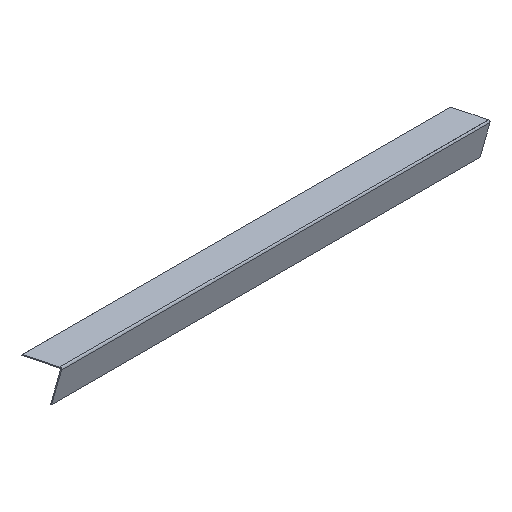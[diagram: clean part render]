
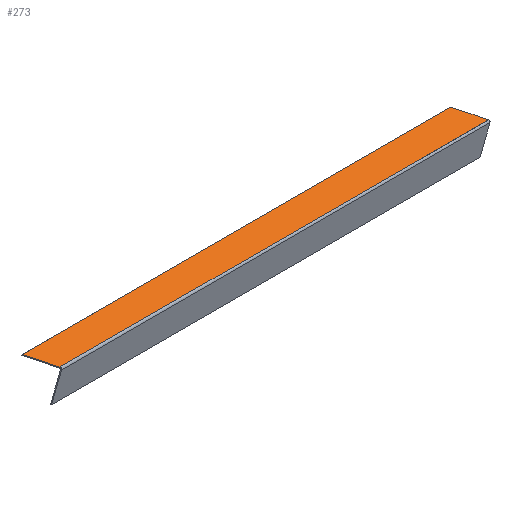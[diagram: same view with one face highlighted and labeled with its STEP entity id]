
A CAD part, isometric view. The second image highlights one B-rep face of the part: STEP entity #273.
In plain terms, the highlighted planar face has unit normal (0, -0.205, 0.979).
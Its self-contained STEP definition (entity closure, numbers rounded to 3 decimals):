
#11 = VERTEX_POINT ( 'NONE', #305 ) ;
#13 = EDGE_CURVE ( 'NONE', #426, #128, #472, .T. ) ;
#47 = ORIENTED_EDGE ( 'NONE', *, *, #344, .T. ) ;
#59 = ORIENTED_EDGE ( 'NONE', *, *, #482, .T. ) ;
#76 = AXIS2_PLACEMENT_3D ( 'NONE', #203, #366, #538 ) ;
#90 = VERTEX_POINT ( 'NONE', #109 ) ;
#97 = DIRECTION ( 'NONE',  ( -0.46, 0.869, 0.182 ) ) ;
#109 = CARTESIAN_POINT ( 'NONE',  ( -10.367, 19.329, 4.739 ) ) ;
#111 = EDGE_CURVE ( 'NONE', #128, #90, #350, .T. ) ;
#114 = LINE ( 'NONE', #195, #427 ) ;
#128 = VERTEX_POINT ( 'NONE', #520 ) ;
#129 = CARTESIAN_POINT ( 'NONE',  ( 328.643, 0.429, 0.777 ) ) ;
#131 = ORIENTED_EDGE ( 'NONE', *, *, #13, .T. ) ;
#150 = DIRECTION ( 'NONE',  ( -1., 0., 0. ) ) ;
#189 = CARTESIAN_POINT ( 'NONE',  ( -10.367, 19.329, 4.739 ) ) ;
#195 = CARTESIAN_POINT ( 'NONE',  ( 0., -0.246, 0.636 ) ) ;
#203 = CARTESIAN_POINT ( 'NONE',  ( 0., -0.246, 0.636 ) ) ;
#215 = ORIENTED_EDGE ( 'NONE', *, *, #111, .T. ) ;
#236 = FACE_OUTER_BOUND ( 'NONE', #303, .T. ) ;
#271 = VECTOR ( 'NONE', #292, 1000. ) ;
#273 = ADVANCED_FACE ( 'NONE', ( #236 ), #320, .T. ) ;
#292 = DIRECTION ( 'NONE',  ( 1., 0., 0. ) ) ;
#302 = VECTOR ( 'NONE', #150, 1000. ) ;
#303 = EDGE_LOOP ( 'NONE', ( #47, #131, #215, #59 ) ) ;
#305 = CARTESIAN_POINT ( 'NONE',  ( -0.357, 0.429, 0.777 ) ) ;
#320 = PLANE ( 'NONE',  #76 ) ;
#344 = EDGE_CURVE ( 'NONE', #11, #426, #371, .T. ) ;
#350 = LINE ( 'NONE', #189, #302 ) ;
#366 = DIRECTION ( 'NONE',  ( 0., -0.205, 0.979 ) ) ;
#371 = LINE ( 'NONE', #476, #271 ) ;
#413 = VECTOR ( 'NONE', #97, 1000. ) ;
#426 = VERTEX_POINT ( 'NONE', #129 ) ;
#427 = VECTOR ( 'NONE', #439, 1000. ) ;
#439 = DIRECTION ( 'NONE',  ( 0.46, -0.869, -0.182 ) ) ;
#472 = LINE ( 'NONE', #474, #413 ) ;
#474 = CARTESIAN_POINT ( 'NONE',  ( 329., -0.246, 0.636 ) ) ;
#476 = CARTESIAN_POINT ( 'NONE',  ( 0., 0.429, 0.777 ) ) ;
#482 = EDGE_CURVE ( 'NONE', #90, #11, #114, .T. ) ;
#520 = CARTESIAN_POINT ( 'NONE',  ( 318.633, 19.329, 4.739 ) ) ;
#538 = DIRECTION ( 'NONE',  ( 0., 0.979, 0.205 ) ) ;
